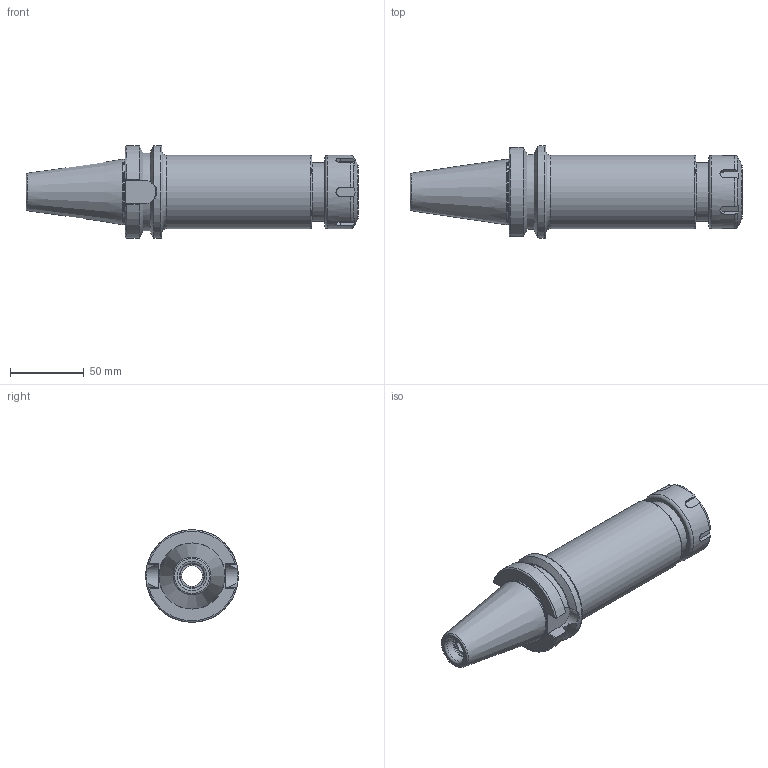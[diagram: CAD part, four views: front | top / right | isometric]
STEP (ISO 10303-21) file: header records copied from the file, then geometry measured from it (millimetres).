
FILE_DESCRIPTION(/* description */ (''),/* implementation_level */ '2;1');
FILE_NAME(/* name */ 'BT40-ER32-160.stp',/* time_stamp */ '2019-06-12T11:41:36-05:00',/* author */ ('ldfli'),/* organization */ (''),/* preprocessor_version */ 'ST-DEVELOPER v18',/* originating_system */ 'Autodesk Inventor LT',/* authorisation */ '');
FILE_SCHEMA (('AUTOMOTIVE_DESIGN { 1 0 10303 214 3 1 1 }'));
Length unit declared in the file: millimetre
Products named in the file (1): BT40-ER32-160
Bounding box: 225.8 x 63 x 63 mm (x, y, z)
Volume: 306400.8 mm3; surface area: 57386.5 mm2
Topology: 2 solids, 2 shells, 117 faces, 349 edges, 243 vertices
Faces by surface type: plane 47, cylinder 25, torus 22, cone 13, bspline 10
Full cylindrical faces by diameter (mm): 13.835 x1, 17 x1, 17.4 x1, 22.098 x1, 23.5 x1, 36.2 x1, 38.376 x1, 40 x1, 41 x1, 44.196 x1, 50 x2, 63 x1
Entity records: 4666 total; most frequent: CARTESIAN_POINT 1509, ORIENTED_EDGE 698, DIRECTION 634, EDGE_CURVE 349, AXIS2_PLACEMENT_3D 261, VERTEX_POINT 243, CIRCLE 153, EDGE_LOOP 128
